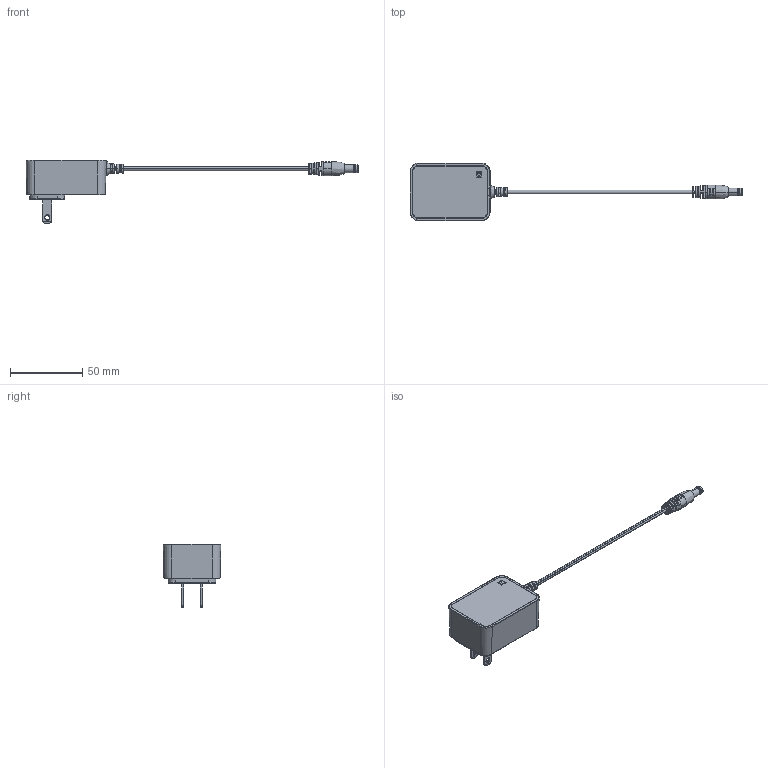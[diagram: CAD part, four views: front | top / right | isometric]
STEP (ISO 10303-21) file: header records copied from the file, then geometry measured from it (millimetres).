
FILE_DESCRIPTION (( 'STEP AP203' ), '1' );
FILE_NAME ('16-00062.STEP', '2019-08-13T21:13:09', ( '' ), ( '' ), 'SwSTEP 2.0', 'SolidWorks 2015', '' );
FILE_SCHEMA (( 'CONFIG_CONTROL_DESIGN' ));
Length unit declared in the file: millimetre
Products named in the file (14): Nema 1-15 plug; 24-00279; 50-00133; 50-00133 insulator; 50-00133 contact; 16-00062; 10-03163; 50-00133 shell; 24-00003; 26-00003_bottom; 26-00003; 26-00003_top; UL_1-15 pin; 30-00341_stripped and tinned
Assembly tree (14 placements, depth 4):
  16-00062
    26-00003
      26-00003_bottom
      26-00003_top
    10-03163
      30-00341_stripped and tinned
      24-00003
      24-00279
      50-00133
        50-00133 contact
        50-00133 insulator
        50-00133 shell
    Nema 1-15 plug
      UL_1-15 pin  x2
Bounding box: 229.94 x 39.98 x 44 mm (x, y, z)
Volume: 20233.3 mm3; surface area: 29088.8 mm2
Topology: 92 solids, 92 shells, 1177 faces, 2643 edges, 1720 vertices
Faces by surface type: plane 610, cylinder 346, bspline 139, cone 48, torus 34
Entity records: 39380 total; most frequent: CARTESIAN_POINT 12595, DIRECTION 5200, ORIENTED_EDGE 5158, EDGE_CURVE 2579, AXIS2_PLACEMENT_3D 1968, VERTEX_POINT 1680, LINE 1264, VECTOR 1264
